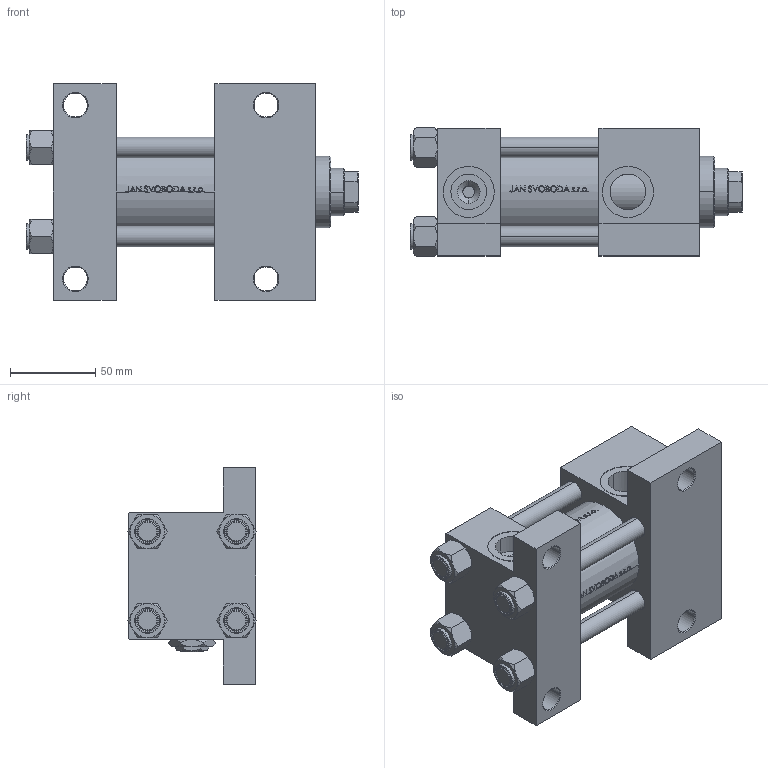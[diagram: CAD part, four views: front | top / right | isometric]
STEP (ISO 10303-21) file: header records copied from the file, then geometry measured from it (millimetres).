
FILE_DESCRIPTION (( 'STEP AP203' ), '1' );
FILE_NAME ('9f56.STEP', '2022-05-13T12:40:45', ( '' ), ( '' ), 'SwSTEP 2.0', 'SolidWorks 2019', '' );
FILE_SCHEMA (( 'CONFIG_CONTROL_DESIGN' ));
Length unit declared in the file: millimetre
Products named in the file (7): Zatka_pro_OIL_PORT cbda42be2cc3d2038aad4ad9d98d97c0; V215_VC_A cbda42be2cc3d2038aad4ad9d98d97c0; V215CR_G_Body cbda42be2cc3d2038aad4ad9d98d97c0; V215CR_G_TYCINKA cbda42be2cc3d2038aad4ad9d98d97c0; 9f56; V215CR_VCP_G cbda42be2cc3d2038aad4ad9d98d97c0; NUT_M5_G cbda42be2cc3d2038aad4ad9d98d97c0
Assembly tree (17 placements, depth 2):
  9f56
    V215CR_G_Body cbda42be2cc3d2038aad4ad9d98d97c0
    V215CR_VCP_G cbda42be2cc3d2038aad4ad9d98d97c0
    V215CR_G_TYCINKA cbda42be2cc3d2038aad4ad9d98d97c0  x6
    NUT_M5_G cbda42be2cc3d2038aad4ad9d98d97c0  x6
    V215_VC_A cbda42be2cc3d2038aad4ad9d98d97c0
    Zatka_pro_OIL_PORT cbda42be2cc3d2038aad4ad9d98d97c0  x2
Bounding box: 195 x 75.54 x 127 mm (x, y, z)
Volume: 792724.1 mm3; surface area: 181687.3 mm2
Topology: 17 solids, 17 shells, 1269 faces, 3140 edges, 1995 vertices
Faces by surface type: plane 499, bspline 380, cone 230, cylinder 148, torus 12
Entity records: 49533 total; most frequent: CARTESIAN_POINT 26495, ORIENTED_EDGE 5244, DIRECTION 3286, EDGE_CURVE 2622, VERTEX_POINT 1697, LINE 1338, VECTOR 1338, EDGE_LOOP 1135
